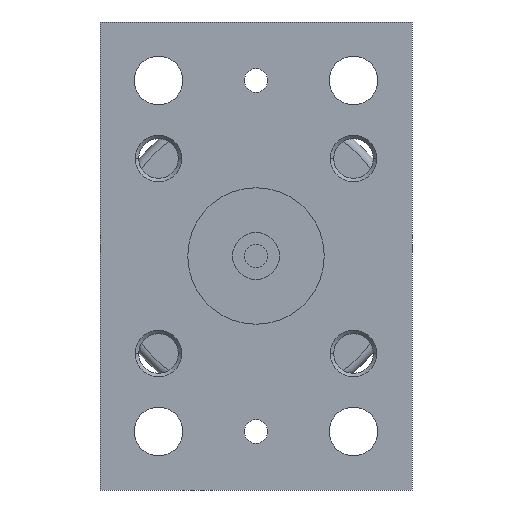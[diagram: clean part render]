
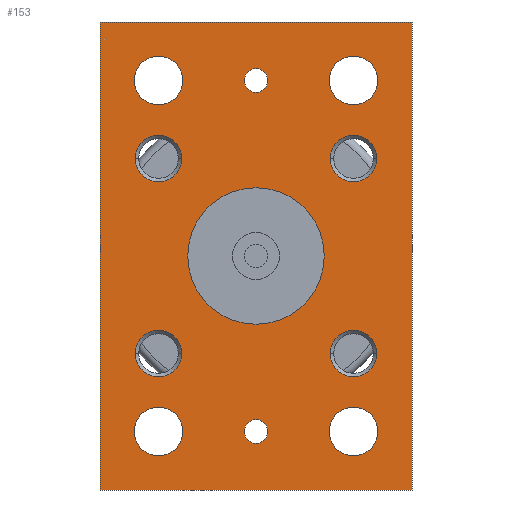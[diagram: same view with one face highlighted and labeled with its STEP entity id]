
A CAD part, left-side view. The second image highlights one B-rep face of the part: STEP entity #153.
In plain terms, the highlighted planar face has unit normal (-1, 0, 0).
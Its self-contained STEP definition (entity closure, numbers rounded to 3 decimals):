
#153=ADVANCED_FACE('',(#363,#364,#365,#366,#367,#368,#369,#370,#371,#372,#373,#374),#375,.F.);
#363=FACE_BOUND('',#597,.T.);
#364=FACE_BOUND('',#598,.T.);
#365=FACE_BOUND('',#599,.T.);
#366=FACE_BOUND('',#600,.T.);
#367=FACE_BOUND('',#601,.T.);
#368=FACE_BOUND('',#602,.T.);
#369=FACE_BOUND('',#603,.T.);
#370=FACE_BOUND('',#604,.T.);
#371=FACE_BOUND('',#605,.T.);
#372=FACE_BOUND('',#606,.T.);
#373=FACE_BOUND('',#607,.T.);
#374=FACE_OUTER_BOUND('',#608,.T.);
#375=PLANE('',#609);
#597=EDGE_LOOP('',(#1374,#1375));
#598=EDGE_LOOP('',(#1376,#1377));
#599=EDGE_LOOP('',(#1378,#1379));
#600=EDGE_LOOP('',(#1380,#1381));
#601=EDGE_LOOP('',(#1382,#1383));
#602=EDGE_LOOP('',(#1384,#1385));
#603=EDGE_LOOP('',(#1386,#1387));
#604=EDGE_LOOP('',(#1388,#1389));
#605=EDGE_LOOP('',(#1390,#1391));
#606=EDGE_LOOP('',(#1392,#1393));
#607=EDGE_LOOP('',(#1394,#1395));
#608=EDGE_LOOP('',(#1396,#1397,#1398,#1399));
#609=AXIS2_PLACEMENT_3D('',#1400,#1401,#1402);
#1374=ORIENTED_EDGE('',*,*,#1651,.T.);
#1375=ORIENTED_EDGE('',*,*,#1650,.T.);
#1376=ORIENTED_EDGE('',*,*,#1646,.T.);
#1377=ORIENTED_EDGE('',*,*,#1653,.T.);
#1378=ORIENTED_EDGE('',*,*,#1636,.T.);
#1379=ORIENTED_EDGE('',*,*,#1657,.T.);
#1380=ORIENTED_EDGE('',*,*,#1626,.T.);
#1381=ORIENTED_EDGE('',*,*,#1661,.T.);
#1382=ORIENTED_EDGE('',*,*,#1616,.T.);
#1383=ORIENTED_EDGE('',*,*,#1665,.T.);
#1384=ORIENTED_EDGE('',*,*,#1669,.T.);
#1385=ORIENTED_EDGE('',*,*,#1606,.T.);
#1386=ORIENTED_EDGE('',*,*,#1671,.T.);
#1387=ORIENTED_EDGE('',*,*,#1602,.T.);
#1388=ORIENTED_EDGE('',*,*,#1673,.T.);
#1389=ORIENTED_EDGE('',*,*,#1598,.T.);
#1390=ORIENTED_EDGE('',*,*,#1675,.T.);
#1391=ORIENTED_EDGE('',*,*,#1594,.T.);
#1392=ORIENTED_EDGE('',*,*,#1677,.T.);
#1393=ORIENTED_EDGE('',*,*,#1590,.T.);
#1394=ORIENTED_EDGE('',*,*,#1679,.T.);
#1395=ORIENTED_EDGE('',*,*,#1586,.T.);
#1396=ORIENTED_EDGE('',*,*,#1691,.T.);
#1397=ORIENTED_EDGE('',*,*,#1687,.F.);
#1398=ORIENTED_EDGE('',*,*,#1689,.F.);
#1399=ORIENTED_EDGE('',*,*,#1683,.F.);
#1400=CARTESIAN_POINT('',(0.0,0.0,0.0));
#1401=DIRECTION('',(1.0,0.0,0.0));
#1402=DIRECTION('',(0.0,0.0,-1.0));
#1586=EDGE_CURVE('',#1934,#1938,#1940,.T.);
#1590=EDGE_CURVE('',#1942,#1946,#1948,.T.);
#1594=EDGE_CURVE('',#1950,#1954,#1956,.T.);
#1598=EDGE_CURVE('',#1958,#1962,#1964,.T.);
#1602=EDGE_CURVE('',#1966,#1970,#1972,.T.);
#1606=EDGE_CURVE('',#1974,#1978,#1980,.T.);
#1616=EDGE_CURVE('',#1994,#1996,#1998,.T.);
#1626=EDGE_CURVE('',#2012,#2014,#2016,.T.);
#1636=EDGE_CURVE('',#2030,#2032,#2034,.T.);
#1646=EDGE_CURVE('',#2048,#2050,#2052,.T.);
#1650=EDGE_CURVE('',#2054,#2058,#2060,.T.);
#1651=EDGE_CURVE('',#2058,#2054,#2061,.T.);
#1653=EDGE_CURVE('',#2050,#2048,#2063,.T.);
#1657=EDGE_CURVE('',#2032,#2030,#2067,.T.);
#1661=EDGE_CURVE('',#2014,#2012,#2071,.T.);
#1665=EDGE_CURVE('',#1996,#1994,#2075,.T.);
#1669=EDGE_CURVE('',#1978,#1974,#2079,.T.);
#1671=EDGE_CURVE('',#1970,#1966,#2081,.T.);
#1673=EDGE_CURVE('',#1962,#1958,#2083,.T.);
#1675=EDGE_CURVE('',#1954,#1950,#2085,.T.);
#1677=EDGE_CURVE('',#1946,#1942,#2087,.T.);
#1679=EDGE_CURVE('',#1938,#1934,#2089,.T.);
#1683=EDGE_CURVE('',#2094,#2096,#2097,.T.);
#1687=EDGE_CURVE('',#2102,#2104,#2105,.T.);
#1689=EDGE_CURVE('',#2096,#2102,#2107,.T.);
#1691=EDGE_CURVE('',#2094,#2104,#2109,.T.);
#1934=VERTEX_POINT('',#2676);
#1938=VERTEX_POINT('',#2681);
#1940=CIRCLE('',#2684,6.25);
#1942=VERTEX_POINT('',#2686);
#1946=VERTEX_POINT('',#2691);
#1948=CIRCLE('',#2694,6.25);
#1950=VERTEX_POINT('',#2696);
#1954=VERTEX_POINT('',#2701);
#1956=CIRCLE('',#2704,6.25);
#1958=VERTEX_POINT('',#2706);
#1962=VERTEX_POINT('',#2711);
#1964=CIRCLE('',#2714,6.25);
#1966=VERTEX_POINT('',#2716);
#1970=VERTEX_POINT('',#2721);
#1972=CIRCLE('',#2724,3.0);
#1974=VERTEX_POINT('',#2726);
#1978=VERTEX_POINT('',#2731);
#1980=CIRCLE('',#2734,3.0);
#1994=VERTEX_POINT('',#2752);
#1996=VERTEX_POINT('',#2755);
#1998=CIRCLE('',#2758,6.0);
#2012=VERTEX_POINT('',#2776);
#2014=VERTEX_POINT('',#2779);
#2016=CIRCLE('',#2782,6.0);
#2030=VERTEX_POINT('',#2800);
#2032=VERTEX_POINT('',#2803);
#2034=CIRCLE('',#2806,6.0);
#2048=VERTEX_POINT('',#2824);
#2050=VERTEX_POINT('',#2827);
#2052=CIRCLE('',#2830,6.0);
#2054=VERTEX_POINT('',#2832);
#2058=VERTEX_POINT('',#2837);
#2060=CIRCLE('',#2840,17.5);
#2061=CIRCLE('',#2841,17.5);
#2063=CIRCLE('',#2843,6.0);
#2067=CIRCLE('',#2847,6.0);
#2071=CIRCLE('',#2851,6.0);
#2075=CIRCLE('',#2855,6.0);
#2079=CIRCLE('',#2859,3.0);
#2081=CIRCLE('',#2861,3.0);
#2083=CIRCLE('',#2863,6.25);
#2085=CIRCLE('',#2865,6.25);
#2087=CIRCLE('',#2867,6.25);
#2089=CIRCLE('',#2869,6.25);
#2094=VERTEX_POINT('',#2875);
#2096=VERTEX_POINT('',#2878);
#2097=LINE('',#2879,#2880);
#2102=VERTEX_POINT('',#2887);
#2104=VERTEX_POINT('',#2890);
#2105=LINE('',#2891,#2892);
#2107=LINE('',#2895,#2896);
#2109=LINE('',#2899,#2900);
#2676=CARTESIAN_POINT('',(0.0,-25.0,-51.25));
#2681=CARTESIAN_POINT('',(0.0,-25.0,-38.75));
#2684=AXIS2_PLACEMENT_3D('',#3196,#3197,#3198);
#2686=CARTESIAN_POINT('',(0.0,-25.0,38.75));
#2691=CARTESIAN_POINT('',(0.0,-25.0,51.25));
#2694=AXIS2_PLACEMENT_3D('',#3204,#3205,#3206);
#2696=CARTESIAN_POINT('',(0.0,25.0,-51.25));
#2701=CARTESIAN_POINT('',(0.0,25.0,-38.75));
#2704=AXIS2_PLACEMENT_3D('',#3212,#3213,#3214);
#2706=CARTESIAN_POINT('',(0.0,25.0,38.75));
#2711=CARTESIAN_POINT('',(0.0,25.0,51.25));
#2714=AXIS2_PLACEMENT_3D('',#3220,#3221,#3222);
#2716=CARTESIAN_POINT('',(0.0,0.,-48.0));
#2721=CARTESIAN_POINT('',(0.0,0.0,-42.0));
#2724=AXIS2_PLACEMENT_3D('',#3228,#3229,#3230);
#2726=CARTESIAN_POINT('',(0.0,0.,42.0));
#2731=CARTESIAN_POINT('',(0.0,0.0,48.0));
#2734=AXIS2_PLACEMENT_3D('',#3236,#3237,#3238);
#2752=CARTESIAN_POINT('',(0.,-19.0,-25.0));
#2755=CARTESIAN_POINT('',(0.0,-31.0,-25.0));
#2758=AXIS2_PLACEMENT_3D('',#3254,#3255,#3256);
#2776=CARTESIAN_POINT('',(0.,-19.0,25.0));
#2779=CARTESIAN_POINT('',(0.0,-31.0,25.0));
#2782=AXIS2_PLACEMENT_3D('',#3272,#3273,#3274);
#2800=CARTESIAN_POINT('',(0.,31.0,-25.0));
#2803=CARTESIAN_POINT('',(0.0,19.0,-25.0));
#2806=AXIS2_PLACEMENT_3D('',#3290,#3291,#3292);
#2824=CARTESIAN_POINT('',(0.,31.0,25.0));
#2827=CARTESIAN_POINT('',(0.0,19.0,25.0));
#2830=AXIS2_PLACEMENT_3D('',#3308,#3309,#3310);
#2832=CARTESIAN_POINT('',(0.0,0.,-17.5));
#2837=CARTESIAN_POINT('',(0.0,0.0,17.5));
#2840=AXIS2_PLACEMENT_3D('',#3316,#3317,#3318);
#2841=AXIS2_PLACEMENT_3D('',#3319,#3320,#3321);
#2843=AXIS2_PLACEMENT_3D('',#3325,#3326,#3327);
#2847=AXIS2_PLACEMENT_3D('',#3337,#3338,#3339);
#2851=AXIS2_PLACEMENT_3D('',#3349,#3350,#3351);
#2855=AXIS2_PLACEMENT_3D('',#3361,#3362,#3363);
#2859=AXIS2_PLACEMENT_3D('',#3373,#3374,#3375);
#2861=AXIS2_PLACEMENT_3D('',#3379,#3380,#3381);
#2863=AXIS2_PLACEMENT_3D('',#3385,#3386,#3387);
#2865=AXIS2_PLACEMENT_3D('',#3391,#3392,#3393);
#2867=AXIS2_PLACEMENT_3D('',#3397,#3398,#3399);
#2869=AXIS2_PLACEMENT_3D('',#3403,#3404,#3405);
#2875=CARTESIAN_POINT('',(0.0,40.0,60.0));
#2878=CARTESIAN_POINT('',(0.0,-40.0,60.0));
#2879=CARTESIAN_POINT('',(0.0,0.0,60.0));
#2880=VECTOR('',#3411,1.0);
#2887=CARTESIAN_POINT('',(0.0,-40.0,-60.0));
#2890=CARTESIAN_POINT('',(0.0,40.0,-60.0));
#2891=CARTESIAN_POINT('',(0.0,0.0,-60.0));
#2892=VECTOR('',#3415,1.0);
#2895=CARTESIAN_POINT('',(0.0,-40.0,0.0));
#2896=VECTOR('',#3417,1.0);
#2899=CARTESIAN_POINT('',(0.0,40.0,0.0));
#2900=VECTOR('',#3419,1.0);
#3196=CARTESIAN_POINT('',(0.0,-25.0,-45.0));
#3197=DIRECTION('',(1.0,0.0,0.0));
#3198=DIRECTION('',(0.0,0.0,-1.0));
#3204=CARTESIAN_POINT('',(0.0,-25.0,45.0));
#3205=DIRECTION('',(1.0,0.0,0.0));
#3206=DIRECTION('',(0.0,0.0,-1.0));
#3212=CARTESIAN_POINT('',(0.0,25.0,-45.0));
#3213=DIRECTION('',(1.0,0.0,0.0));
#3214=DIRECTION('',(0.0,0.0,-1.0));
#3220=CARTESIAN_POINT('',(0.0,25.0,45.0));
#3221=DIRECTION('',(1.0,0.0,0.0));
#3222=DIRECTION('',(0.0,0.0,-1.0));
#3228=CARTESIAN_POINT('',(0.0,0.0,-45.0));
#3229=DIRECTION('',(1.0,0.0,0.0));
#3230=DIRECTION('',(0.0,0.0,-1.0));
#3236=CARTESIAN_POINT('',(0.0,0.0,45.0));
#3237=DIRECTION('',(1.0,0.0,0.0));
#3238=DIRECTION('',(0.0,0.0,-1.0));
#3254=CARTESIAN_POINT('',(0.0,-25.0,-25.0));
#3255=DIRECTION('',(1.0,0.0,0.0));
#3256=DIRECTION('',(0.0,1.0,0.0));
#3272=CARTESIAN_POINT('',(0.0,-25.0,25.0));
#3273=DIRECTION('',(1.0,0.0,0.0));
#3274=DIRECTION('',(0.0,1.0,0.0));
#3290=CARTESIAN_POINT('',(0.0,25.0,-25.0));
#3291=DIRECTION('',(1.0,0.0,0.0));
#3292=DIRECTION('',(0.0,1.0,0.0));
#3308=CARTESIAN_POINT('',(0.0,25.0,25.0));
#3309=DIRECTION('',(1.0,0.0,0.0));
#3310=DIRECTION('',(0.0,1.0,0.0));
#3316=CARTESIAN_POINT('',(0.0,0.0,0.0));
#3317=DIRECTION('',(1.0,0.0,0.0));
#3318=DIRECTION('',(0.0,0.0,-1.0));
#3319=CARTESIAN_POINT('',(0.0,0.0,0.0));
#3320=DIRECTION('',(1.0,0.0,0.0));
#3321=DIRECTION('',(0.0,0.0,-1.0));
#3325=CARTESIAN_POINT('',(0.0,25.0,25.0));
#3326=DIRECTION('',(1.0,0.0,0.0));
#3327=DIRECTION('',(0.0,1.0,0.0));
#3337=CARTESIAN_POINT('',(0.0,25.0,-25.0));
#3338=DIRECTION('',(1.0,0.0,0.0));
#3339=DIRECTION('',(0.0,1.0,0.0));
#3349=CARTESIAN_POINT('',(0.0,-25.0,25.0));
#3350=DIRECTION('',(1.0,0.0,0.0));
#3351=DIRECTION('',(0.0,1.0,0.0));
#3361=CARTESIAN_POINT('',(0.0,-25.0,-25.0));
#3362=DIRECTION('',(1.0,0.0,0.0));
#3363=DIRECTION('',(0.0,1.0,0.0));
#3373=CARTESIAN_POINT('',(0.0,0.0,45.0));
#3374=DIRECTION('',(1.0,0.0,0.0));
#3375=DIRECTION('',(0.0,0.0,-1.0));
#3379=CARTESIAN_POINT('',(0.0,0.0,-45.0));
#3380=DIRECTION('',(1.0,0.0,0.0));
#3381=DIRECTION('',(0.0,0.0,-1.0));
#3385=CARTESIAN_POINT('',(0.0,25.0,45.0));
#3386=DIRECTION('',(1.0,0.0,0.0));
#3387=DIRECTION('',(0.0,0.0,-1.0));
#3391=CARTESIAN_POINT('',(0.0,25.0,-45.0));
#3392=DIRECTION('',(1.0,0.0,0.0));
#3393=DIRECTION('',(0.0,0.0,-1.0));
#3397=CARTESIAN_POINT('',(0.0,-25.0,45.0));
#3398=DIRECTION('',(1.0,0.0,0.0));
#3399=DIRECTION('',(0.0,0.0,-1.0));
#3403=CARTESIAN_POINT('',(0.0,-25.0,-45.0));
#3404=DIRECTION('',(1.0,0.0,0.0));
#3405=DIRECTION('',(0.0,0.0,-1.0));
#3411=DIRECTION('',(0.0,-1.0,0.0));
#3415=DIRECTION('',(0.0,1.0,0.0));
#3417=DIRECTION('',(0.0,0.0,-1.0));
#3419=DIRECTION('',(0.0,0.0,-1.0));
